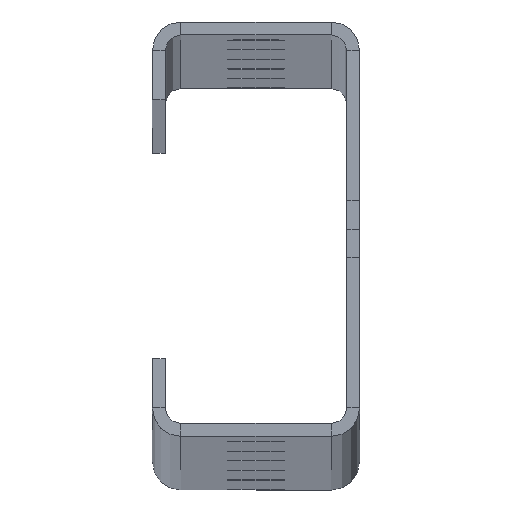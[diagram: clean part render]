
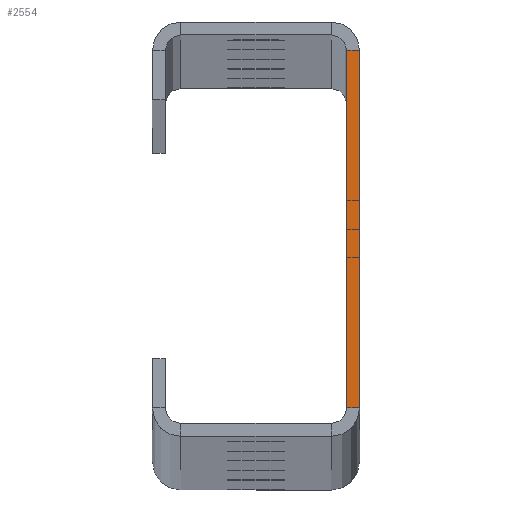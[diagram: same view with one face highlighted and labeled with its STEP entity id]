
A CAD part, top view. The second image highlights one B-rep face of the part: STEP entity #2554.
In plain terms, the highlighted planar face has unit normal (0, 0, 1).
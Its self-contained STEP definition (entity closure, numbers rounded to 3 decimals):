
#27 = VERTEX_POINT ( 'NONE', #2206 ) ;
#56 = DIRECTION ( 'NONE',  ( 1., 0., 0. ) ) ;
#250 = DIRECTION ( 'NONE',  ( -1., 0., 0. ) ) ;
#252 = ORIENTED_EDGE ( 'NONE', *, *, #2945, .F. ) ;
#387 = ORIENTED_EDGE ( 'NONE', *, *, #746, .T. ) ;
#453 = FACE_OUTER_BOUND ( 'NONE', #2613, .T. ) ;
#535 = DIRECTION ( 'NONE',  ( 0., 1., 0. ) ) ;
#596 = VERTEX_POINT ( 'NONE', #2332 ) ;
#687 = DIRECTION ( 'NONE',  ( 0., 0., 1. ) ) ;
#746 = EDGE_CURVE ( 'NONE', #27, #596, #3141, .T. ) ;
#768 = LINE ( 'NONE', #2801, #2886 ) ;
#920 = DIRECTION ( 'NONE',  ( 1., 0., 0. ) ) ;
#1159 = CARTESIAN_POINT ( 'NONE',  ( 17.5, -34.5, 2962.5 ) ) ;
#1172 = EDGE_CURVE ( 'NONE', #2965, #27, #2330, .T. ) ;
#1445 = ORIENTED_EDGE ( 'NONE', *, *, #1172, .T. ) ;
#1755 = EDGE_CURVE ( 'NONE', #596, #3120, #768, .T. ) ;
#1834 = CARTESIAN_POINT ( 'NONE',  ( 14.5, 37.5, 2962.5 ) ) ;
#1992 = CARTESIAN_POINT ( 'NONE',  ( 17.5, 34.5, 2962.5 ) ) ;
#2074 = CARTESIAN_POINT ( 'NONE',  ( 20., -40., 2962.5 ) ) ;
#2206 = CARTESIAN_POINT ( 'NONE',  ( 20., -34.5, 2962.5 ) ) ;
#2330 = LINE ( 'NONE', #1159, #2947 ) ;
#2332 = CARTESIAN_POINT ( 'NONE',  ( 20., 34.5, 2962.5 ) ) ;
#2352 = DIRECTION ( 'NONE',  ( 0., 1., 0. ) ) ;
#2449 = VECTOR ( 'NONE', #535, 1000. ) ;
#2485 = CARTESIAN_POINT ( 'NONE',  ( 17.5, -34.5, 2962.5 ) ) ;
#2554 = ADVANCED_FACE ( 'NONE', ( #453 ), #3484, .T. ) ;
#2613 = EDGE_LOOP ( 'NONE', ( #387, #3189, #252, #1445 ) ) ;
#2765 = LINE ( 'NONE', #3386, #2449 ) ;
#2801 = CARTESIAN_POINT ( 'NONE',  ( 20., 34.5, 2962.5 ) ) ;
#2886 = VECTOR ( 'NONE', #250, 1000. ) ;
#2945 = EDGE_CURVE ( 'NONE', #2965, #3120, #2765, .T. ) ;
#2947 = VECTOR ( 'NONE', #56, 1000. ) ;
#2965 = VERTEX_POINT ( 'NONE', #2485 ) ;
#3120 = VERTEX_POINT ( 'NONE', #1992 ) ;
#3124 = AXIS2_PLACEMENT_3D ( 'NONE', #1834, #687, #920 ) ;
#3141 = LINE ( 'NONE', #2074, #3429 ) ;
#3189 = ORIENTED_EDGE ( 'NONE', *, *, #1755, .T. ) ;
#3386 = CARTESIAN_POINT ( 'NONE',  ( 17.5, -40., 2962.5 ) ) ;
#3429 = VECTOR ( 'NONE', #2352, 1000. ) ;
#3484 = PLANE ( 'NONE',  #3124 ) ;
